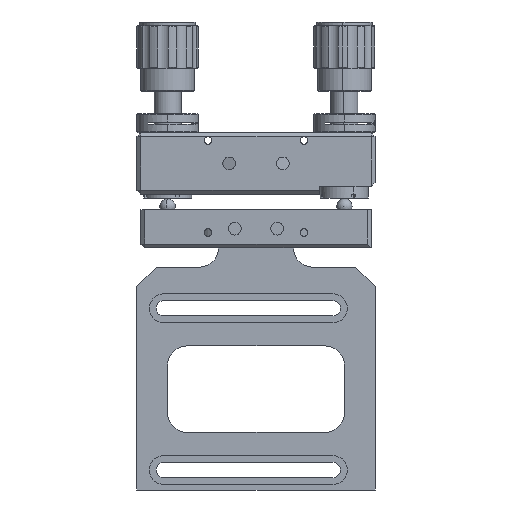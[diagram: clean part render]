
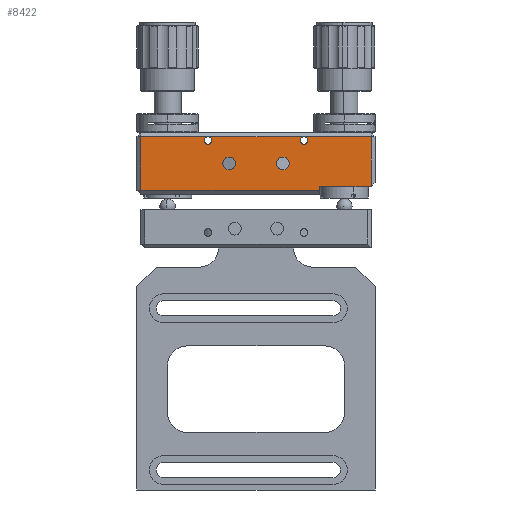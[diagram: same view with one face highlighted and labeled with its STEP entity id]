
A CAD part, front view. The second image highlights one B-rep face of the part: STEP entity #8422.
In plain terms, the highlighted planar face has unit normal (0, -1, 0).
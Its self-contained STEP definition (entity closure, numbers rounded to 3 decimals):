
#209 = VERTEX_POINT ( 'NONE', #13900 ) ;
#241 = VERTEX_POINT ( 'NONE', #17162 ) ;
#478 = EDGE_LOOP ( 'NONE', ( #9011, #13105 ) ) ;
#534 = CARTESIAN_POINT ( 'NONE',  ( -7., -31., 0. ) ) ;
#597 = DIRECTION ( 'NONE',  ( 0., 0., -1. ) ) ;
#638 = LINE ( 'NONE', #10091, #16881 ) ;
#976 = DIRECTION ( 'NONE',  ( 0., -1., 0. ) ) ;
#1019 = ORIENTED_EDGE ( 'NONE', *, *, #3410, .T. ) ;
#1095 = CARTESIAN_POINT ( 'NONE',  ( -30., -31., -7. ) ) ;
#1223 = CARTESIAN_POINT ( 'NONE',  ( 30., -31., 8. ) ) ;
#1231 = AXIS2_PLACEMENT_3D ( 'NONE', #13576, #9612, #15053 ) ;
#1308 = LINE ( 'NONE', #14988, #16093 ) ;
#1334 = AXIS2_PLACEMENT_3D ( 'NONE', #13071, #976, #4988 ) ;
#1400 = EDGE_CURVE ( 'NONE', #6819, #13413, #12389, .T. ) ;
#1764 = ORIENTED_EDGE ( 'NONE', *, *, #10218, .F. ) ;
#1767 = DIRECTION ( 'NONE',  ( 0., -1., 0. ) ) ;
#1808 = EDGE_LOOP ( 'NONE', ( #2786, #5956 ) ) ;
#1813 = DIRECTION ( 'NONE',  ( 0., 1., 0. ) ) ;
#2015 = DIRECTION ( 'NONE',  ( 0., -1., 0. ) ) ;
#2266 = EDGE_CURVE ( 'NONE', #4634, #13233, #5394, .T. ) ;
#2786 = ORIENTED_EDGE ( 'NONE', *, *, #16866, .F. ) ;
#2832 = ORIENTED_EDGE ( 'NONE', *, *, #8506, .F. ) ;
#2886 = DIRECTION ( 'NONE',  ( 0., 0., -1. ) ) ;
#2943 = DIRECTION ( 'NONE',  ( 0., -1., 0. ) ) ;
#3049 = EDGE_CURVE ( 'NONE', #13413, #6819, #3586, .T. ) ;
#3074 = EDGE_LOOP ( 'NONE', ( #2832, #8298, #16840, #4089, #11581, #16874, #17199, #1764, #1019, #12701, #12980, #8745 ) ) ;
#3107 = EDGE_CURVE ( 'NONE', #3273, #6552, #5690, .T. ) ;
#3175 = EDGE_CURVE ( 'NONE', #10581, #209, #11177, .T. ) ;
#3273 = VERTEX_POINT ( 'NONE', #8420 ) ;
#3283 = DIRECTION ( 'NONE',  ( -1., 0., 0. ) ) ;
#3328 = CARTESIAN_POINT ( 'NONE',  ( 7., -31., 0. ) ) ;
#3410 = EDGE_CURVE ( 'NONE', #6552, #5639, #10954, .T. ) ;
#3586 = CIRCLE ( 'NONE', #8820, 1. ) ;
#3981 = CARTESIAN_POINT ( 'NONE',  ( 12.5, -31., 7. ) ) ;
#4056 = CARTESIAN_POINT ( 'NONE',  ( 12.5, -31., 5. ) ) ;
#4089 = ORIENTED_EDGE ( 'NONE', *, *, #3049, .F. ) ;
#4543 = DIRECTION ( 'NONE',  ( 0., 0., -1. ) ) ;
#4599 = LINE ( 'NONE', #12492, #7548 ) ;
#4634 = VERTEX_POINT ( 'NONE', #9818 ) ;
#4678 = VECTOR ( 'NONE', #3283, 1000. ) ;
#4834 = CARTESIAN_POINT ( 'NONE',  ( -7., -31., -1.65 ) ) ;
#4950 = VERTEX_POINT ( 'NONE', #16047 ) ;
#4988 = DIRECTION ( 'NONE',  ( 0., 0., -1. ) ) ;
#5362 = CIRCLE ( 'NONE', #11513, 1.65 ) ;
#5394 = CIRCLE ( 'NONE', #11966, 1.65 ) ;
#5608 = CARTESIAN_POINT ( 'NONE',  ( 12.5, -31., 6. ) ) ;
#5639 = VERTEX_POINT ( 'NONE', #16322 ) ;
#5690 = CIRCLE ( 'NONE', #1231, 1. ) ;
#5746 = FACE_BOUND ( 'NONE', #478, .T. ) ;
#5758 = AXIS2_PLACEMENT_3D ( 'NONE', #14940, #2943, #14993 ) ;
#5824 = PLANE ( 'NONE',  #14156 ) ;
#5901 = CARTESIAN_POINT ( 'NONE',  ( -7., -31., 0. ) ) ;
#5956 = ORIENTED_EDGE ( 'NONE', *, *, #2266, .F. ) ;
#6053 = CARTESIAN_POINT ( 'NONE',  ( -31., -31., 7. ) ) ;
#6475 = DIRECTION ( 'NONE',  ( 0., 0., 1. ) ) ;
#6552 = VERTEX_POINT ( 'NONE', #15611 ) ;
#6654 = DIRECTION ( 'NONE',  ( 0., 0., 1. ) ) ;
#6819 = VERTEX_POINT ( 'NONE', #3981 ) ;
#7042 = CARTESIAN_POINT ( 'NONE',  ( 30., -31., 7. ) ) ;
#7548 = VECTOR ( 'NONE', #9704, 1000. ) ;
#7688 = VERTEX_POINT ( 'NONE', #7042 ) ;
#8298 = ORIENTED_EDGE ( 'NONE', *, *, #10288, .T. ) ;
#8372 = EDGE_CURVE ( 'NONE', #6819, #6552, #13984, .T. ) ;
#8420 = CARTESIAN_POINT ( 'NONE',  ( -12.5, -31., 5. ) ) ;
#8422 = ADVANCED_FACE ( 'NONE', ( #16500, #5746, #8484 ), #5824, .F. ) ;
#8484 = FACE_OUTER_BOUND ( 'NONE', #3074, .T. ) ;
#8506 = EDGE_CURVE ( 'NONE', #4950, #10157, #16083, .T. ) ;
#8548 = DIRECTION ( 'NONE',  ( 0., 0., -1. ) ) ;
#8624 = VECTOR ( 'NONE', #6654, 1000. ) ;
#8697 = DIRECTION ( 'NONE',  ( 0., -1., 0. ) ) ;
#8745 = ORIENTED_EDGE ( 'NONE', *, *, #11123, .F. ) ;
#8776 = DIRECTION ( 'NONE',  ( -1., 0., 0. ) ) ;
#8820 = AXIS2_PLACEMENT_3D ( 'NONE', #5608, #1767, #11201 ) ;
#8906 = CARTESIAN_POINT ( 'NONE',  ( 16.5, -31., -6. ) ) ;
#8918 = VECTOR ( 'NONE', #8776, 1000. ) ;
#9011 = ORIENTED_EDGE ( 'NONE', *, *, #3175, .F. ) ;
#9548 = CIRCLE ( 'NONE', #14353, 1.65 ) ;
#9612 = DIRECTION ( 'NONE',  ( 0., -1., 0. ) ) ;
#9704 = DIRECTION ( 'NONE',  ( 1., 0., 0. ) ) ;
#9818 = CARTESIAN_POINT ( 'NONE',  ( -7., -31., 1.65 ) ) ;
#9892 = CARTESIAN_POINT ( 'NONE',  ( -31., -31., 8. ) ) ;
#9937 = DIRECTION ( 'NONE',  ( 0., 0., -1. ) ) ;
#10091 = CARTESIAN_POINT ( 'NONE',  ( -31., -31., 7. ) ) ;
#10157 = VERTEX_POINT ( 'NONE', #8906 ) ;
#10218 = EDGE_CURVE ( 'NONE', #6552, #3273, #15798, .T. ) ;
#10288 = EDGE_CURVE ( 'NONE', #4950, #7688, #13063, .T. ) ;
#10524 = EDGE_CURVE ( 'NONE', #12158, #241, #4599, .T. ) ;
#10581 = VERTEX_POINT ( 'NONE', #16728 ) ;
#10705 = VECTOR ( 'NONE', #8548, 1000. ) ;
#10749 = AXIS2_PLACEMENT_3D ( 'NONE', #13217, #14632, #6475 ) ;
#10954 = LINE ( 'NONE', #12991, #15199 ) ;
#11123 = EDGE_CURVE ( 'NONE', #10157, #241, #11754, .T. ) ;
#11177 = CIRCLE ( 'NONE', #5758, 1.65 ) ;
#11201 = DIRECTION ( 'NONE',  ( 0., 0., -1. ) ) ;
#11454 = DIRECTION ( 'NONE',  ( -1., 0., 0. ) ) ;
#11513 = AXIS2_PLACEMENT_3D ( 'NONE', #3328, #8697, #9937 ) ;
#11581 = ORIENTED_EDGE ( 'NONE', *, *, #1400, .F. ) ;
#11754 = LINE ( 'NONE', #12732, #10705 ) ;
#11966 = AXIS2_PLACEMENT_3D ( 'NONE', #534, #15275, #4543 ) ;
#12158 = VERTEX_POINT ( 'NONE', #1095 ) ;
#12389 = CIRCLE ( 'NONE', #1334, 1. ) ;
#12492 = CARTESIAN_POINT ( 'NONE',  ( -31., -31., -7. ) ) ;
#12701 = ORIENTED_EDGE ( 'NONE', *, *, #13614, .T. ) ;
#12732 = CARTESIAN_POINT ( 'NONE',  ( 16.5, -31., -6. ) ) ;
#12980 = ORIENTED_EDGE ( 'NONE', *, *, #10524, .T. ) ;
#12991 = CARTESIAN_POINT ( 'NONE',  ( -31., -31., 7. ) ) ;
#13027 = CARTESIAN_POINT ( 'NONE',  ( 31., -31., -6. ) ) ;
#13063 = LINE ( 'NONE', #1223, #8624 ) ;
#13071 = CARTESIAN_POINT ( 'NONE',  ( 12.5, -31., 6. ) ) ;
#13105 = ORIENTED_EDGE ( 'NONE', *, *, #16302, .F. ) ;
#13217 = CARTESIAN_POINT ( 'NONE',  ( -12.5, -31., 6. ) ) ;
#13233 = VERTEX_POINT ( 'NONE', #4834 ) ;
#13413 = VERTEX_POINT ( 'NONE', #4056 ) ;
#13576 = CARTESIAN_POINT ( 'NONE',  ( -12.5, -31., 6. ) ) ;
#13614 = EDGE_CURVE ( 'NONE', #5639, #12158, #1308, .T. ) ;
#13900 = CARTESIAN_POINT ( 'NONE',  ( 7., -31., 1.65 ) ) ;
#13984 = LINE ( 'NONE', #6053, #4678 ) ;
#14156 = AXIS2_PLACEMENT_3D ( 'NONE', #9892, #1813, #15329 ) ;
#14353 = AXIS2_PLACEMENT_3D ( 'NONE', #5901, #2015, #597 ) ;
#14632 = DIRECTION ( 'NONE',  ( 0., -1., 0. ) ) ;
#14940 = CARTESIAN_POINT ( 'NONE',  ( 7., -31., 0. ) ) ;
#14988 = CARTESIAN_POINT ( 'NONE',  ( -30., -31., 8. ) ) ;
#14993 = DIRECTION ( 'NONE',  ( 0., 0., -1. ) ) ;
#15053 = DIRECTION ( 'NONE',  ( 0., 0., 1. ) ) ;
#15199 = VECTOR ( 'NONE', #17086, 1000. ) ;
#15275 = DIRECTION ( 'NONE',  ( 0., -1., 0. ) ) ;
#15329 = DIRECTION ( 'NONE',  ( 0., 0., 1. ) ) ;
#15532 = EDGE_CURVE ( 'NONE', #7688, #6819, #638, .T. ) ;
#15611 = CARTESIAN_POINT ( 'NONE',  ( -12.5, -31., 7. ) ) ;
#15798 = CIRCLE ( 'NONE', #10749, 1. ) ;
#16047 = CARTESIAN_POINT ( 'NONE',  ( 30., -31., -6. ) ) ;
#16083 = LINE ( 'NONE', #13027, #8918 ) ;
#16093 = VECTOR ( 'NONE', #2886, 1000. ) ;
#16302 = EDGE_CURVE ( 'NONE', #209, #10581, #5362, .T. ) ;
#16322 = CARTESIAN_POINT ( 'NONE',  ( -30., -31., 7. ) ) ;
#16500 = FACE_BOUND ( 'NONE', #1808, .T. ) ;
#16728 = CARTESIAN_POINT ( 'NONE',  ( 7., -31., -1.65 ) ) ;
#16840 = ORIENTED_EDGE ( 'NONE', *, *, #15532, .T. ) ;
#16866 = EDGE_CURVE ( 'NONE', #13233, #4634, #9548, .T. ) ;
#16874 = ORIENTED_EDGE ( 'NONE', *, *, #8372, .T. ) ;
#16881 = VECTOR ( 'NONE', #11454, 1000. ) ;
#17086 = DIRECTION ( 'NONE',  ( -1., 0., 0. ) ) ;
#17162 = CARTESIAN_POINT ( 'NONE',  ( 16.5, -31., -7. ) ) ;
#17199 = ORIENTED_EDGE ( 'NONE', *, *, #3107, .F. ) ;
